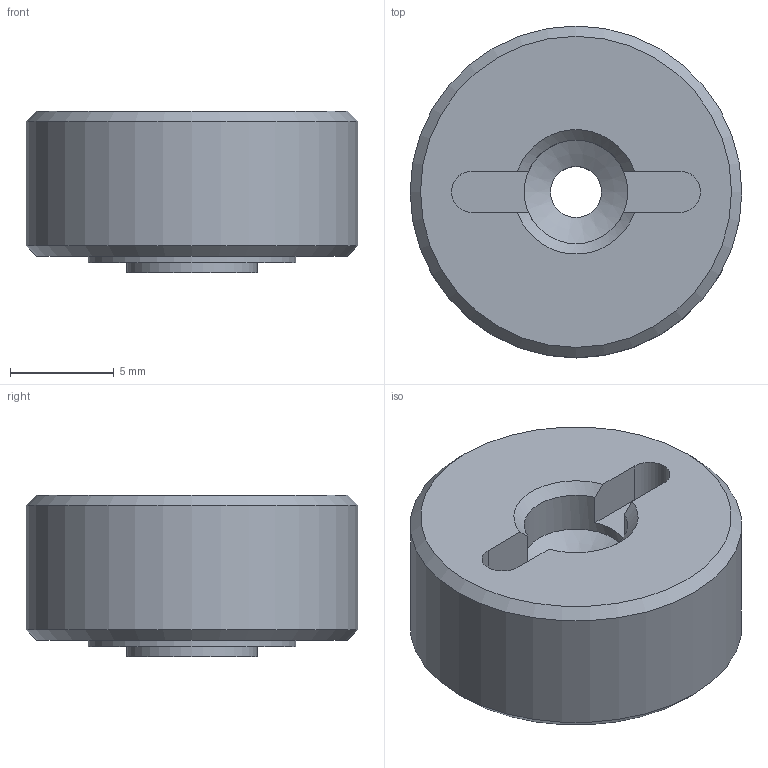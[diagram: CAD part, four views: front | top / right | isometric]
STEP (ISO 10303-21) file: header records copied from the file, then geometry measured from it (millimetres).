
FILE_DESCRIPTION(/* description */ ('Unknown'),/* implementation_level */ '2;1');
FILE_NAME(/* name */ 'F03J189285_01',/* time_stamp */ '2023-03-22T19:32:26+01:00',/* author */ ('Unknown'),/* organization */ ('Unknown'),/* preprocessor_version */ 'ST-DEVELOPER v18.1',/* originating_system */ 'Solid Edge',/* authorisation */ 'Unknown');
FILE_SCHEMA (('AUTOMOTIVE_DESIGN {1 0 10303 214 3 1 1}'));
Length unit declared in the file: millimetre
Products named in the file (1): PT00202936
Bounding box: 16 x 16 x 7.8 mm (x, y, z)
Volume: 1326.4 mm3; surface area: 831.7 mm2
Topology: 1 solids, 1 shells, 23 faces, 54 edges, 35 vertices
Faces by surface type: plane 10, cylinder 7, cone 6
Full cylindrical faces by diameter (mm): 2.459 x1, 5 x1, 6.3 x1, 10 x1, 16 x1
Entity records: 787 total; most frequent: CARTESIAN_POINT 110, DIRECTION 108, ORIENTED_EDGE 84, AXIS2_PLACEMENT_3D 46, EDGE_CURVE 42, EDGE_LOOP 36, FACE_BOUND 36, VERTEX_POINT 32
